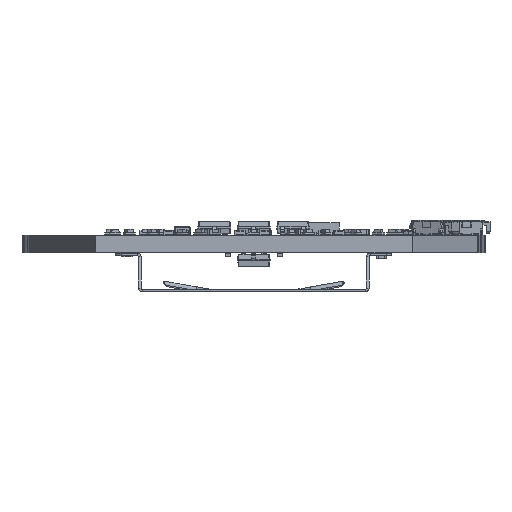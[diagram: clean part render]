
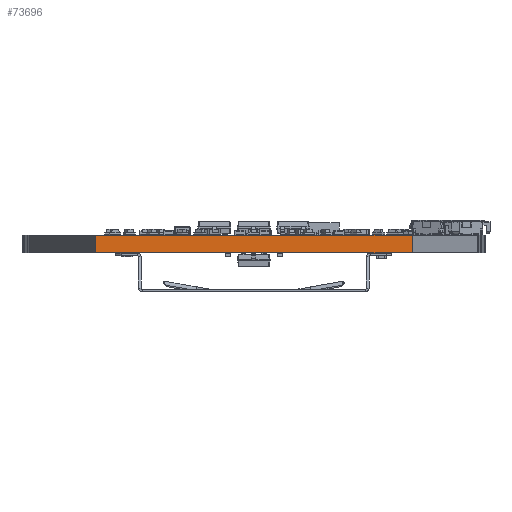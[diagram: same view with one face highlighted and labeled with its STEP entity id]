
A CAD part, front view. The second image highlights one B-rep face of the part: STEP entity #73696.
In plain terms, the highlighted planar face has unit normal (0, -1, 0).
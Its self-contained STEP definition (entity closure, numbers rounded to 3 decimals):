
#69288 = PLANE('',#69289);
#69289 = AXIS2_PLACEMENT_3D('',#69290,#69291,#69292);
#69290 = CARTESIAN_POINT('',(-0.001,0.,
    1.6));
#69291 = DIRECTION('',(0.,0.,1.));
#69292 = DIRECTION('',(1.,0.,0.));
#69342 = PLANE('',#69343);
#69343 = AXIS2_PLACEMENT_3D('',#69344,#69345,#69346);
#69344 = CARTESIAN_POINT('',(-0.001,0.,
    0.));
#69345 = DIRECTION('',(0.,0.,1.));
#69346 = DIRECTION('',(1.,0.,0.));
#70067 = VERTEX_POINT('',#70068);
#70068 = CARTESIAN_POINT('',(-14.549,-21.307,0.));
#70082 = PLANE('',#70083);
#70083 = AXIS2_PLACEMENT_3D('',#70084,#70085,#70086);
#70084 = CARTESIAN_POINT('',(-20.617,-8.293,0.));
#70085 = DIRECTION('',(0.906,0.423,0.));
#70086 = DIRECTION('',(0.423,-0.906,0.));
#70094 = EDGE_CURVE('',#70067,#70095,#70097,.T.);
#70095 = VERTEX_POINT('',#70096);
#70096 = CARTESIAN_POINT('',(14.546,-21.307,0.));
#70097 = SURFACE_CURVE('',#70098,(#70102,#70109),.PCURVE_S1.);
#70098 = LINE('',#70099,#70100);
#70099 = CARTESIAN_POINT('',(-14.549,-21.307,0.));
#70100 = VECTOR('',#70101,1.);
#70101 = DIRECTION('',(1.,0.,0.));
#70102 = PCURVE('',#69342,#70103);
#70103 = DEFINITIONAL_REPRESENTATION('',(#70104),#70108);
#70104 = LINE('',#70105,#70106);
#70105 = CARTESIAN_POINT('',(-14.548,-21.306));
#70106 = VECTOR('',#70107,1.);
#70107 = DIRECTION('',(1.,0.));
#70108 = ( GEOMETRIC_REPRESENTATION_CONTEXT(2) 
PARAMETRIC_REPRESENTATION_CONTEXT() REPRESENTATION_CONTEXT('2D SPACE',''
  ) );
#70109 = PCURVE('',#70110,#70115);
#70110 = PLANE('',#70111);
#70111 = AXIS2_PLACEMENT_3D('',#70112,#70113,#70114);
#70112 = CARTESIAN_POINT('',(-14.549,-21.307,0.));
#70113 = DIRECTION('',(0.,1.,0.));
#70114 = DIRECTION('',(1.,0.,0.));
#70115 = DEFINITIONAL_REPRESENTATION('',(#70116),#70120);
#70116 = LINE('',#70117,#70118);
#70117 = CARTESIAN_POINT('',(0.,0.));
#70118 = VECTOR('',#70119,1.);
#70119 = DIRECTION('',(1.,0.));
#70120 = ( GEOMETRIC_REPRESENTATION_CONTEXT(2) 
PARAMETRIC_REPRESENTATION_CONTEXT() REPRESENTATION_CONTEXT('2D SPACE',''
  ) );
#70138 = PLANE('',#70139);
#70139 = AXIS2_PLACEMENT_3D('',#70140,#70141,#70142);
#70140 = CARTESIAN_POINT('',(14.546,-21.307,0.));
#70141 = DIRECTION('',(-0.906,0.423,0.));
#70142 = DIRECTION('',(0.423,0.906,0.));
#71702 = VERTEX_POINT('',#71703);
#71703 = CARTESIAN_POINT('',(-14.549,-21.307,1.6));
#71724 = EDGE_CURVE('',#71702,#71725,#71727,.T.);
#71725 = VERTEX_POINT('',#71726);
#71726 = CARTESIAN_POINT('',(14.546,-21.307,1.6));
#71727 = SURFACE_CURVE('',#71728,(#71732,#71739),.PCURVE_S1.);
#71728 = LINE('',#71729,#71730);
#71729 = CARTESIAN_POINT('',(-14.549,-21.307,1.6));
#71730 = VECTOR('',#71731,1.);
#71731 = DIRECTION('',(1.,0.,0.));
#71732 = PCURVE('',#69288,#71733);
#71733 = DEFINITIONAL_REPRESENTATION('',(#71734),#71738);
#71734 = LINE('',#71735,#71736);
#71735 = CARTESIAN_POINT('',(-14.548,-21.306));
#71736 = VECTOR('',#71737,1.);
#71737 = DIRECTION('',(1.,0.));
#71738 = ( GEOMETRIC_REPRESENTATION_CONTEXT(2) 
PARAMETRIC_REPRESENTATION_CONTEXT() REPRESENTATION_CONTEXT('2D SPACE',''
  ) );
#71739 = PCURVE('',#70110,#71740);
#71740 = DEFINITIONAL_REPRESENTATION('',(#71741),#71745);
#71741 = LINE('',#71742,#71743);
#71742 = CARTESIAN_POINT('',(0.,-1.6));
#71743 = VECTOR('',#71744,1.);
#71744 = DIRECTION('',(1.,0.));
#71745 = ( GEOMETRIC_REPRESENTATION_CONTEXT(2) 
PARAMETRIC_REPRESENTATION_CONTEXT() REPRESENTATION_CONTEXT('2D SPACE',''
  ) );
#73646 = EDGE_CURVE('',#70095,#71725,#73647,.T.);
#73647 = SURFACE_CURVE('',#73648,(#73652,#73659),.PCURVE_S1.);
#73648 = LINE('',#73649,#73650);
#73649 = CARTESIAN_POINT('',(14.546,-21.307,0.));
#73650 = VECTOR('',#73651,1.);
#73651 = DIRECTION('',(0.,0.,1.));
#73652 = PCURVE('',#70138,#73653);
#73653 = DEFINITIONAL_REPRESENTATION('',(#73654),#73658);
#73654 = LINE('',#73655,#73656);
#73655 = CARTESIAN_POINT('',(0.,0.));
#73656 = VECTOR('',#73657,1.);
#73657 = DIRECTION('',(0.,-1.));
#73658 = ( GEOMETRIC_REPRESENTATION_CONTEXT(2) 
PARAMETRIC_REPRESENTATION_CONTEXT() REPRESENTATION_CONTEXT('2D SPACE',''
  ) );
#73659 = PCURVE('',#70110,#73660);
#73660 = DEFINITIONAL_REPRESENTATION('',(#73661),#73665);
#73661 = LINE('',#73662,#73663);
#73662 = CARTESIAN_POINT('',(29.095,0.));
#73663 = VECTOR('',#73664,1.);
#73664 = DIRECTION('',(0.,-1.));
#73665 = ( GEOMETRIC_REPRESENTATION_CONTEXT(2) 
PARAMETRIC_REPRESENTATION_CONTEXT() REPRESENTATION_CONTEXT('2D SPACE',''
  ) );
#73696 = ADVANCED_FACE('',(#73697),#70110,.F.);
#73697 = FACE_BOUND('',#73698,.F.);
#73698 = EDGE_LOOP('',(#73699,#73720,#73721,#73722));
#73699 = ORIENTED_EDGE('',*,*,#73700,.T.);
#73700 = EDGE_CURVE('',#70067,#71702,#73701,.T.);
#73701 = SURFACE_CURVE('',#73702,(#73706,#73713),.PCURVE_S1.);
#73702 = LINE('',#73703,#73704);
#73703 = CARTESIAN_POINT('',(-14.549,-21.307,0.));
#73704 = VECTOR('',#73705,1.);
#73705 = DIRECTION('',(0.,0.,1.));
#73706 = PCURVE('',#70110,#73707);
#73707 = DEFINITIONAL_REPRESENTATION('',(#73708),#73712);
#73708 = LINE('',#73709,#73710);
#73709 = CARTESIAN_POINT('',(0.,0.));
#73710 = VECTOR('',#73711,1.);
#73711 = DIRECTION('',(0.,-1.));
#73712 = ( GEOMETRIC_REPRESENTATION_CONTEXT(2) 
PARAMETRIC_REPRESENTATION_CONTEXT() REPRESENTATION_CONTEXT('2D SPACE',''
  ) );
#73713 = PCURVE('',#70082,#73714);
#73714 = DEFINITIONAL_REPRESENTATION('',(#73715),#73719);
#73715 = LINE('',#73716,#73717);
#73716 = CARTESIAN_POINT('',(14.358,0.));
#73717 = VECTOR('',#73718,1.);
#73718 = DIRECTION('',(0.,-1.));
#73719 = ( GEOMETRIC_REPRESENTATION_CONTEXT(2) 
PARAMETRIC_REPRESENTATION_CONTEXT() REPRESENTATION_CONTEXT('2D SPACE',''
  ) );
#73720 = ORIENTED_EDGE('',*,*,#71724,.T.);
#73721 = ORIENTED_EDGE('',*,*,#73646,.F.);
#73722 = ORIENTED_EDGE('',*,*,#70094,.F.);
